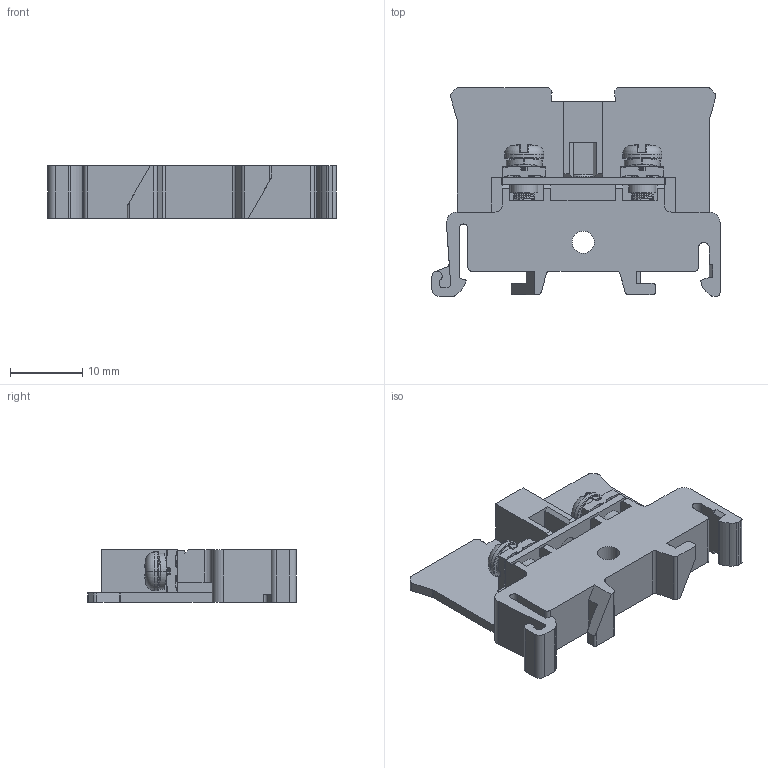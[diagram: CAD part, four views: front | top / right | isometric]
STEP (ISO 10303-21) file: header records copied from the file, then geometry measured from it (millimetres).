
FILE_DESCRIPTION((''),'2;1');
FILE_NAME('UTD-10_ASM_ASM','2021-07-07T',('Administrator'),(''),'PRO/ENGINEER BY PARAMETRIC TECHNOLOGY CORPORATION, 2013230','PRO/ENGINEER BY PARAMETRIC TECHNOLOGY CORPORATION, 2013230','');
FILE_SCHEMA(('CONFIG_CONTROL_DESIGN'));
Length unit declared in the file: millimetre
Products named in the file (1): UTD-10_ASM_ASM
Bounding box: 40 x 29 x 7.3 mm (x, y, z)
Volume: 3866.6 mm3; surface area: 4533.3 mm2
Topology: 1 solids, 2 shells, 640 faces, 1817 edges, 1139 vertices
Faces by surface type: cylinder 223, plane 197, bspline 82, torus 78, cone 32, sphere 28
Entity records: 32018 total; most frequent: CARTESIAN_POINT 12820, ORIENTED_EDGE 3570, DIRECTION 3182, EDGE_CURVE 1785, AXIS2_PLACEMENT_3D 1180, VERTEX_POINT 1139, VECTOR 822, LINE 822
